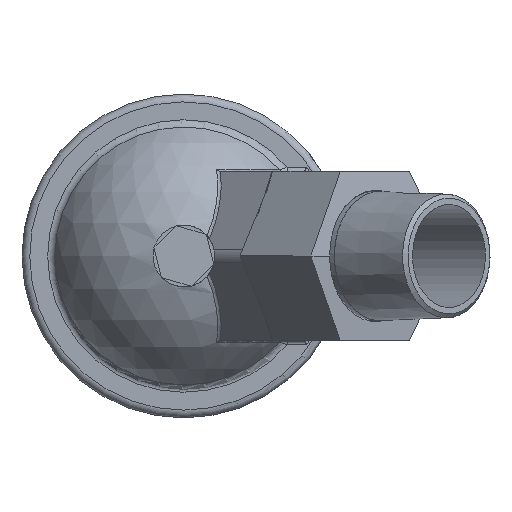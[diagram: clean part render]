
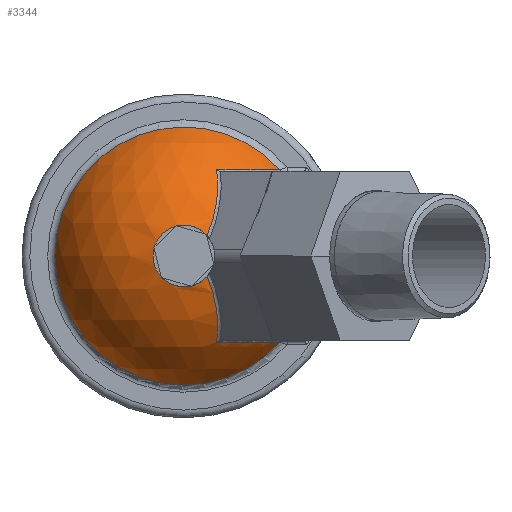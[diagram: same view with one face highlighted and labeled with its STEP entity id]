
A CAD part, front view. The second image highlights one B-rep face of the part: STEP entity #3344.
In plain terms, the highlighted spherical face has radius 28.575 mm.
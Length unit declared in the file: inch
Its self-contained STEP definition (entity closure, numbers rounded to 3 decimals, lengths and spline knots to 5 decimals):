
#49=SPHERICAL_SURFACE('',#3803,1.125);
#419=FACE_OUTER_BOUND('',#635,.T.);
#635=EDGE_LOOP('',(#2666,#2667,#2668,#2669,#2670,#2671));
#1195=CIRCLE('',#3797,0.25);
#1197=CIRCLE('',#3802,0.91603);
#1198=CIRCLE('',#3804,0.91603);
#1199=CIRCLE('',#3805,0.88123);
#1200=CIRCLE('',#3806,1.04575);
#1201=CIRCLE('',#3807,0.88123);
#1499=VERTEX_POINT('',#6124);
#1500=VERTEX_POINT('',#6133);
#1506=VERTEX_POINT('',#6163);
#1508=VERTEX_POINT('',#6179);
#1509=VERTEX_POINT('',#6181);
#1510=VERTEX_POINT('',#6183);
#1917=EDGE_CURVE('',#1500,#1499,#1195,.T.);
#1925=EDGE_CURVE('',#1500,#1506,#1197,.T.);
#1928=EDGE_CURVE('',#1508,#1499,#1198,.T.);
#1929=EDGE_CURVE('',#1509,#1508,#1199,.T.);
#1930=EDGE_CURVE('',#1510,#1509,#1200,.T.);
#1931=EDGE_CURVE('',#1506,#1510,#1201,.T.);
#2666=ORIENTED_EDGE('',*,*,#1917,.T.);
#2667=ORIENTED_EDGE('',*,*,#1928,.F.);
#2668=ORIENTED_EDGE('',*,*,#1929,.F.);
#2669=ORIENTED_EDGE('',*,*,#1930,.F.);
#2670=ORIENTED_EDGE('',*,*,#1931,.F.);
#2671=ORIENTED_EDGE('',*,*,#1925,.F.);
#3344=ADVANCED_FACE('',(#419),#49,.T.);
#3797=AXIS2_PLACEMENT_3D('',#6134,#4565,#4566);
#3802=AXIS2_PLACEMENT_3D('',#6164,#4578,#4579);
#3803=AXIS2_PLACEMENT_3D('',#6178,#4580,#4581);
#3804=AXIS2_PLACEMENT_3D('',#6180,#4582,#4583);
#3805=AXIS2_PLACEMENT_3D('',#6182,#4584,#4585);
#3806=AXIS2_PLACEMENT_3D('',#6184,#4586,#4587);
#3807=AXIS2_PLACEMENT_3D('',#6185,#4588,#4589);
#4565=DIRECTION('center_axis',(0.,-1.,0.));
#4566=DIRECTION('ref_axis',(-1.,0.,0.));
#4578=DIRECTION('center_axis',(0.647,-0.647,-0.402));
#4579=DIRECTION('ref_axis',(0.74,0.659,0.13));
#4580=DIRECTION('center_axis',(0.,0.,1.));
#4581=DIRECTION('ref_axis',(1.,0.,0.));
#4582=DIRECTION('center_axis',(0.647,-0.647,0.402));
#4583=DIRECTION('ref_axis',(0.74,0.659,-0.13));
#4584=DIRECTION('center_axis',(0.,0.,1.));
#4585=DIRECTION('ref_axis',(0.648,0.762,0.));
#4586=DIRECTION('center_axis',(0.,-1.,0.));
#4587=DIRECTION('ref_axis',(-1.,0.,0.));
#4588=DIRECTION('center_axis',(0.,0.,
-1.));
#4589=DIRECTION('ref_axis',(0.648,0.762,0.));
#6124=CARTESIAN_POINT('',(0.18942,1.175,-0.16315));
#6133=CARTESIAN_POINT('',(0.18942,1.175,0.16315));
#6134=CARTESIAN_POINT('Origin',(0.,1.175,0.));
#6163=CARTESIAN_POINT('',(0.26591,0.91828,0.69932));
#6164=CARTESIAN_POINT('Origin',(-0.42278,0.5009,0.26274));
#6178=CARTESIAN_POINT('Origin',(0.,0.07813,0.));
#6179=CARTESIAN_POINT('',(0.26591,0.91828,-0.69932));
#6180=CARTESIAN_POINT('Origin',(-0.42278,0.5009,-0.26274));
#6181=CARTESIAN_POINT('',(0.77752,0.4929,-0.69932));
#6182=CARTESIAN_POINT('Origin',(0.,0.07813,-0.69932));
#6183=CARTESIAN_POINT('',(0.77752,0.4929,0.69932));
#6184=CARTESIAN_POINT('Origin',(0.,0.4929,0.));
#6185=CARTESIAN_POINT('Origin',(0.,0.07812,
0.69932));
